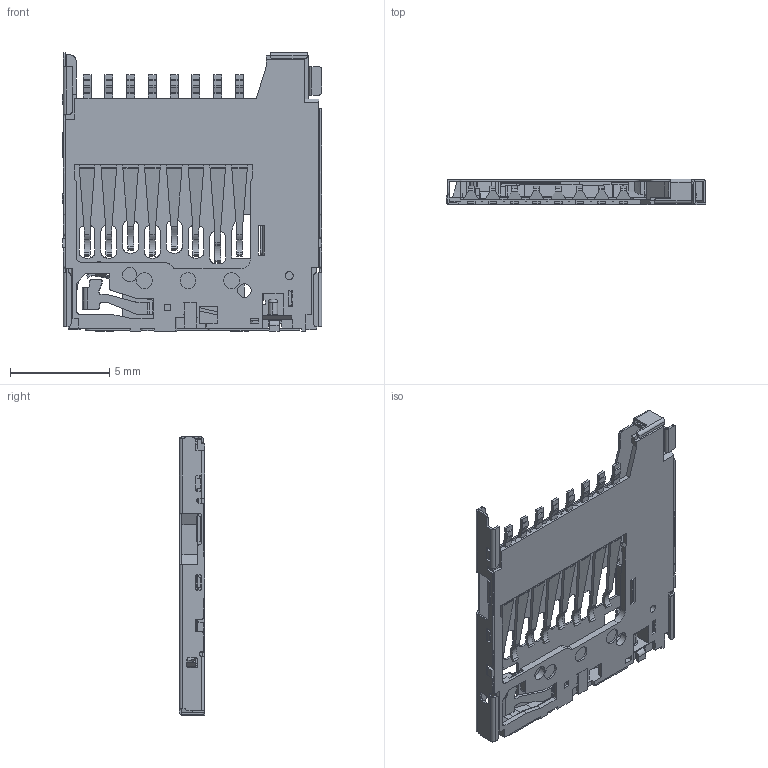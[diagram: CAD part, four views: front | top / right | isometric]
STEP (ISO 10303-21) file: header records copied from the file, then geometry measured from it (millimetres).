
FILE_DESCRIPTION(('STEP AP242'),'1');
FILE_NAME('mem2080-00-128-00-a.stp','2024-02-29T10:19:24',('TraceParts'),('TraceParts S.A.'),'Spatial InterOp 3D',' ',' ');
FILE_SCHEMA(('AP242_MANAGED_MODEL_BASED_3D_ENGINEERING_MIM_LF {1 0 10303 442 1 1 4}'));
Length unit declared in the file: millimetre
Products named in the file (1): mem2080-00-128-00-a_1
Bounding box: 13.1 x 1.28 x 14.05 mm (x, y, z)
Volume: 58.2 mm3; surface area: 773.6 mm2
Topology: 5 solids, 5 shells, 1487 faces, 4284 edges, 2816 vertices
Faces by surface type: plane 1054, cylinder 383, bspline 46, cone 2, torus 2
Entity records: 52983 total; most frequent: CARTESIAN_POINT 12583, ORIENTED_EDGE 8568, DIRECTION 6757, EDGE_CURVE 4284, LINE 3225, VECTOR 3225, VERTEX_POINT 2816, AXIS2_PLACEMENT_3D 1766
